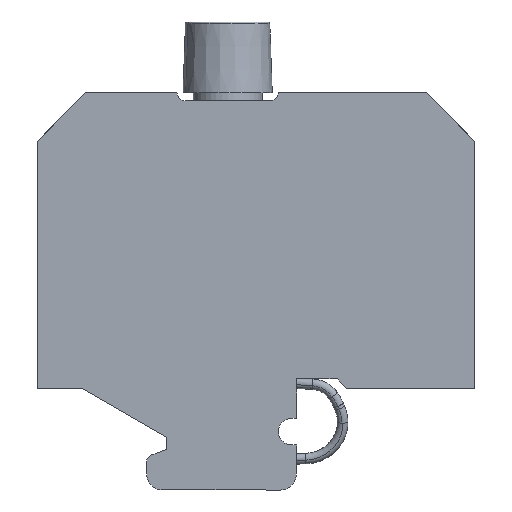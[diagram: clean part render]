
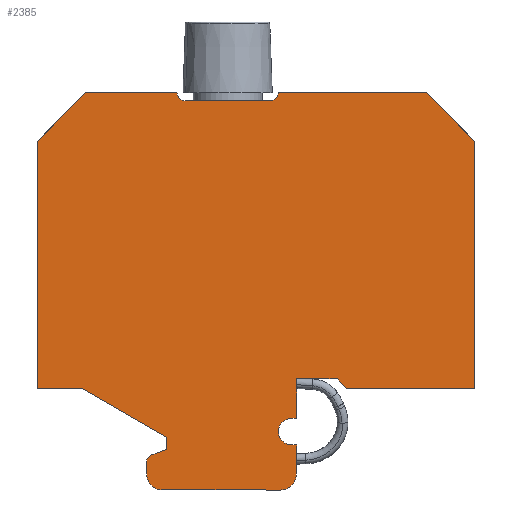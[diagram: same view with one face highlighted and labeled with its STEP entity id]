
A CAD part, left-side view. The second image highlights one B-rep face of the part: STEP entity #2385.
In plain terms, the highlighted planar face has unit normal (-1, 0, 0).
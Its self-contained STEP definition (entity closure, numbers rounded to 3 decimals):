
#1057=AXIS2_PLACEMENT_3D('Circle Axis2P3D',#1055,#1056,$) ;
#1358=AXIS2_PLACEMENT_3D('Circle Axis2P3D',#1356,#1357,$) ;
#1406=AXIS2_PLACEMENT_3D('Circle Axis2P3D',#1404,#1405,$) ;
#1454=AXIS2_PLACEMENT_3D('Circle Axis2P3D',#1452,#1453,$) ;
#1526=AXIS2_PLACEMENT_3D('Circle Axis2P3D',#1524,#1525,$) ;
#1735=AXIS2_PLACEMENT_3D('Circle Axis2P3D',#1733,#1734,$) ;
#2355=AXIS2_PLACEMENT_3D('Plane Axis2P3D',#2352,#2353,#2354) ;
#340=CARTESIAN_POINT('Line Origine',(0.,15.125,49.)) ;
#344=CARTESIAN_POINT('Vertex',(0.,6.,49.)) ;
#346=CARTESIAN_POINT('Vertex',(0.,24.25,49.)) ;
#462=CARTESIAN_POINT('Line Origine',(0.,3.,46.)) ;
#466=CARTESIAN_POINT('Vertex',(0.,0.,43.)) ;
#1052=CARTESIAN_POINT('Vertex',(0.,25.25,48.)) ;
#1055=CARTESIAN_POINT('Axis2P3D Location',(0.,25.25,49.)) ;
#1114=CARTESIAN_POINT('Vertex',(0.,48.,49.)) ;
#1117=CARTESIAN_POINT('Line Origine',(0.,42.375,49.)) ;
#1121=CARTESIAN_POINT('Vertex',(0.,36.75,49.)) ;
#1170=CARTESIAN_POINT('Vertex',(0.,54.,43.)) ;
#1173=CARTESIAN_POINT('Line Origine',(0.,51.,46.)) ;
#1210=CARTESIAN_POINT('Vertex',(0.,54.,12.5)) ;
#1213=CARTESIAN_POINT('Line Origine',(0.,54.,27.75)) ;
#1257=CARTESIAN_POINT('Vertex',(0.,48.392,12.5)) ;
#1260=CARTESIAN_POINT('Line Origine',(0.,51.196,12.5)) ;
#1281=CARTESIAN_POINT('Vertex',(0.,38.,6.5)) ;
#1284=CARTESIAN_POINT('Line Origine',(0.,43.196,9.5)) ;
#1305=CARTESIAN_POINT('Vertex',(0.,38.,5.)) ;
#1308=CARTESIAN_POINT('Line Origine',(0.,38.,5.75)) ;
#1329=CARTESIAN_POINT('Vertex',(0.,39.842,4.33)) ;
#1332=CARTESIAN_POINT('Line Origine',(0.,38.921,4.665)) ;
#1353=CARTESIAN_POINT('Vertex',(0.,40.5,3.39)) ;
#1356=CARTESIAN_POINT('Axis2P3D Location',(0.,39.5,3.39)) ;
#1377=CARTESIAN_POINT('Vertex',(0.,40.5,2.)) ;
#1380=CARTESIAN_POINT('Line Origine',(0.,40.5,2.695)) ;
#1401=CARTESIAN_POINT('Vertex',(0.,38.5,0.)) ;
#1404=CARTESIAN_POINT('Axis2P3D Location',(0.,38.5,2.)) ;
#1425=CARTESIAN_POINT('Vertex',(0.,24.,0.)) ;
#1428=CARTESIAN_POINT('Line Origine',(0.,31.25,0.)) ;
#1449=CARTESIAN_POINT('Vertex',(0.,22.,2.)) ;
#1452=CARTESIAN_POINT('Axis2P3D Location',(0.,24.,2.)) ;
#1473=CARTESIAN_POINT('Vertex',(0.,22.,5.55)) ;
#1476=CARTESIAN_POINT('Line Origine',(0.,22.,3.775)) ;
#1497=CARTESIAN_POINT('Vertex',(0.,22.6,5.55)) ;
#1500=CARTESIAN_POINT('Line Origine',(0.,22.3,5.55)) ;
#1521=CARTESIAN_POINT('Vertex',(0.,22.6,8.85)) ;
#1524=CARTESIAN_POINT('Axis2P3D Location',(0.,22.6,7.2)) ;
#1545=CARTESIAN_POINT('Vertex',(0.,22.,8.85)) ;
#1548=CARTESIAN_POINT('Line Origine',(0.,22.3,8.85)) ;
#1564=CARTESIAN_POINT('Vertex',(0.,22.,13.7)) ;
#1567=CARTESIAN_POINT('Line Origine',(0.,22.,11.275)) ;
#1588=CARTESIAN_POINT('Vertex',(0.,17.,13.7)) ;
#1591=CARTESIAN_POINT('Line Origine',(0.,19.5,13.7)) ;
#1612=CARTESIAN_POINT('Vertex',(0.,15.8,12.5)) ;
#1615=CARTESIAN_POINT('Line Origine',(0.,16.4,13.1)) ;
#1631=CARTESIAN_POINT('Vertex',(0.,0.,12.5)) ;
#1634=CARTESIAN_POINT('Line Origine',(0.,7.9,12.5)) ;
#1670=CARTESIAN_POINT('Line Origine',(0.,0.,27.75)) ;
#1695=CARTESIAN_POINT('Vertex',(0.,35.75,48.)) ;
#1698=CARTESIAN_POINT('Line Origine',(0.,30.5,48.)) ;
#1733=CARTESIAN_POINT('Axis2P3D Location',(0.,35.75,49.)) ;
#2352=CARTESIAN_POINT('Axis2P3D Location',(0.,27.,12.5)) ;
#341=DIRECTION('Vector Direction',(0.,-1.,0.)) ;
#463=DIRECTION('Vector Direction',(0.,0.707,0.707)) ;
#1056=DIRECTION('Axis2P3D Direction',(-1.,0.,0.)) ;
#1118=DIRECTION('Vector Direction',(0.,-1.,0.)) ;
#1174=DIRECTION('Vector Direction',(0.,0.707,-0.707)) ;
#1214=DIRECTION('Vector Direction',(0.,0.,1.)) ;
#1261=DIRECTION('Vector Direction',(0.,1.,0.)) ;
#1285=DIRECTION('Vector Direction',(0.,0.866,0.5)) ;
#1309=DIRECTION('Vector Direction',(0.,0.,1.)) ;
#1333=DIRECTION('Vector Direction',(0.,-0.94,0.342)) ;
#1357=DIRECTION('Axis2P3D Direction',(-1.,0.,0.)) ;
#1381=DIRECTION('Vector Direction',(0.,0.,1.)) ;
#1405=DIRECTION('Axis2P3D Direction',(-1.,0.,0.)) ;
#1429=DIRECTION('Vector Direction',(0.,1.,0.)) ;
#1453=DIRECTION('Axis2P3D Direction',(-1.,0.,0.)) ;
#1477=DIRECTION('Vector Direction',(0.,0.,-1.)) ;
#1501=DIRECTION('Vector Direction',(0.,-1.,0.)) ;
#1525=DIRECTION('Axis2P3D Direction',(-1.,0.,0.)) ;
#1549=DIRECTION('Vector Direction',(0.,1.,0.)) ;
#1568=DIRECTION('Vector Direction',(0.,0.,-1.)) ;
#1592=DIRECTION('Vector Direction',(0.,1.,0.)) ;
#1616=DIRECTION('Vector Direction',(0.,0.707,0.707)) ;
#1635=DIRECTION('Vector Direction',(0.,-1.,0.)) ;
#1671=DIRECTION('Vector Direction',(0.,0.,1.)) ;
#1699=DIRECTION('Vector Direction',(0.,-1.,0.)) ;
#1734=DIRECTION('Axis2P3D Direction',(-1.,0.,0.)) ;
#2353=DIRECTION('Axis2P3D Direction',(-1.,0.,0.)) ;
#2354=DIRECTION('Axis2P3D XDirection',(0.,-1.,0.)) ;
#342=VECTOR('Line Direction',#341,1.) ;
#464=VECTOR('Line Direction',#463,1.) ;
#1119=VECTOR('Line Direction',#1118,1.) ;
#1175=VECTOR('Line Direction',#1174,1.) ;
#1215=VECTOR('Line Direction',#1214,1.) ;
#1262=VECTOR('Line Direction',#1261,1.) ;
#1286=VECTOR('Line Direction',#1285,1.) ;
#1310=VECTOR('Line Direction',#1309,1.) ;
#1334=VECTOR('Line Direction',#1333,1.) ;
#1382=VECTOR('Line Direction',#1381,1.) ;
#1430=VECTOR('Line Direction',#1429,1.) ;
#1478=VECTOR('Line Direction',#1477,1.) ;
#1502=VECTOR('Line Direction',#1501,1.) ;
#1550=VECTOR('Line Direction',#1549,1.) ;
#1569=VECTOR('Line Direction',#1568,1.) ;
#1593=VECTOR('Line Direction',#1592,1.) ;
#1617=VECTOR('Line Direction',#1616,1.) ;
#1636=VECTOR('Line Direction',#1635,1.) ;
#1672=VECTOR('Line Direction',#1671,1.) ;
#1700=VECTOR('Line Direction',#1699,1.) ;
#2358=ORIENTED_EDGE('',*,*,#1123,.T.) ;
#2359=ORIENTED_EDGE('',*,*,#1177,.T.) ;
#2360=ORIENTED_EDGE('',*,*,#1217,.T.) ;
#2361=ORIENTED_EDGE('',*,*,#1264,.T.) ;
#2362=ORIENTED_EDGE('',*,*,#1288,.T.) ;
#2363=ORIENTED_EDGE('',*,*,#1312,.T.) ;
#2364=ORIENTED_EDGE('',*,*,#1336,.T.) ;
#2365=ORIENTED_EDGE('',*,*,#1360,.T.) ;
#2366=ORIENTED_EDGE('',*,*,#1384,.T.) ;
#2367=ORIENTED_EDGE('',*,*,#1408,.T.) ;
#2368=ORIENTED_EDGE('',*,*,#1432,.T.) ;
#2369=ORIENTED_EDGE('',*,*,#1456,.T.) ;
#2370=ORIENTED_EDGE('',*,*,#1480,.T.) ;
#2371=ORIENTED_EDGE('',*,*,#1504,.T.) ;
#2372=ORIENTED_EDGE('',*,*,#1528,.T.) ;
#2373=ORIENTED_EDGE('',*,*,#1552,.T.) ;
#2374=ORIENTED_EDGE('',*,*,#1571,.T.) ;
#2375=ORIENTED_EDGE('',*,*,#1595,.T.) ;
#2376=ORIENTED_EDGE('',*,*,#1619,.T.) ;
#2377=ORIENTED_EDGE('',*,*,#1638,.T.) ;
#2378=ORIENTED_EDGE('',*,*,#1674,.T.) ;
#2379=ORIENTED_EDGE('',*,*,#468,.T.) ;
#2380=ORIENTED_EDGE('',*,*,#348,.T.) ;
#2381=ORIENTED_EDGE('',*,*,#1059,.F.) ;
#2382=ORIENTED_EDGE('',*,*,#1702,.F.) ;
#2383=ORIENTED_EDGE('',*,*,#1737,.F.) ;
#2385=ADVANCED_FACE('KLTR',(#2384),#2356,.T.) ;
#1058=CIRCLE('generated circle',#1057,1.) ;
#1359=CIRCLE('generated circle',#1358,1.) ;
#1407=CIRCLE('generated circle',#1406,2.) ;
#1455=CIRCLE('generated circle',#1454,2.) ;
#1527=CIRCLE('generated circle',#1526,1.65) ;
#1736=CIRCLE('generated circle',#1735,1.) ;
#348=EDGE_CURVE('',#345,#347,#343,.F.) ;
#468=EDGE_CURVE('',#467,#345,#465,.T.) ;
#1059=EDGE_CURVE('',#1053,#347,#1058,.T.) ;
#1123=EDGE_CURVE('',#1122,#1115,#1120,.F.) ;
#1177=EDGE_CURVE('',#1115,#1171,#1176,.T.) ;
#1217=EDGE_CURVE('',#1171,#1211,#1216,.F.) ;
#1264=EDGE_CURVE('',#1211,#1258,#1263,.F.) ;
#1288=EDGE_CURVE('',#1258,#1282,#1287,.F.) ;
#1312=EDGE_CURVE('',#1282,#1306,#1311,.F.) ;
#1336=EDGE_CURVE('',#1306,#1330,#1335,.F.) ;
#1360=EDGE_CURVE('',#1330,#1354,#1359,.T.) ;
#1384=EDGE_CURVE('',#1354,#1378,#1383,.F.) ;
#1408=EDGE_CURVE('',#1378,#1402,#1407,.T.) ;
#1432=EDGE_CURVE('',#1402,#1426,#1431,.F.) ;
#1456=EDGE_CURVE('',#1426,#1450,#1455,.T.) ;
#1480=EDGE_CURVE('',#1450,#1474,#1479,.F.) ;
#1504=EDGE_CURVE('',#1474,#1498,#1503,.F.) ;
#1528=EDGE_CURVE('',#1498,#1522,#1527,.F.) ;
#1552=EDGE_CURVE('',#1522,#1546,#1551,.F.) ;
#1571=EDGE_CURVE('',#1546,#1565,#1570,.F.) ;
#1595=EDGE_CURVE('',#1565,#1589,#1594,.F.) ;
#1619=EDGE_CURVE('',#1589,#1613,#1618,.F.) ;
#1638=EDGE_CURVE('',#1613,#1632,#1637,.T.) ;
#1674=EDGE_CURVE('',#1632,#467,#1673,.T.) ;
#1702=EDGE_CURVE('',#1696,#1053,#1701,.T.) ;
#1737=EDGE_CURVE('',#1122,#1696,#1736,.T.) ;
#2357=EDGE_LOOP('',(#2358,#2359,#2360,#2361,#2362,#2363,#2364,#2365,#2366,#2367,#2368,#2369,#2370,#2371,#2372,#2373,#2374,#2375,#2376,#2377,#2378,#2379,#2380,#2381,#2382,#2383)) ;
#2384=FACE_OUTER_BOUND('',#2357,.T.) ;
#343=LINE('Line',#340,#342) ;
#465=LINE('Line',#462,#464) ;
#1120=LINE('Line',#1117,#1119) ;
#1176=LINE('Line',#1173,#1175) ;
#1216=LINE('Line',#1213,#1215) ;
#1263=LINE('Line',#1260,#1262) ;
#1287=LINE('Line',#1284,#1286) ;
#1311=LINE('Line',#1308,#1310) ;
#1335=LINE('Line',#1332,#1334) ;
#1383=LINE('Line',#1380,#1382) ;
#1431=LINE('Line',#1428,#1430) ;
#1479=LINE('Line',#1476,#1478) ;
#1503=LINE('Line',#1500,#1502) ;
#1551=LINE('Line',#1548,#1550) ;
#1570=LINE('Line',#1567,#1569) ;
#1594=LINE('Line',#1591,#1593) ;
#1618=LINE('Line',#1615,#1617) ;
#1637=LINE('Line',#1634,#1636) ;
#1673=LINE('Line',#1670,#1672) ;
#1701=LINE('Line',#1698,#1700) ;
#2356=PLANE('',#2355) ;
#345=VERTEX_POINT('',#344) ;
#347=VERTEX_POINT('',#346) ;
#467=VERTEX_POINT('',#466) ;
#1053=VERTEX_POINT('',#1052) ;
#1115=VERTEX_POINT('',#1114) ;
#1122=VERTEX_POINT('',#1121) ;
#1171=VERTEX_POINT('',#1170) ;
#1211=VERTEX_POINT('',#1210) ;
#1258=VERTEX_POINT('',#1257) ;
#1282=VERTEX_POINT('',#1281) ;
#1306=VERTEX_POINT('',#1305) ;
#1330=VERTEX_POINT('',#1329) ;
#1354=VERTEX_POINT('',#1353) ;
#1378=VERTEX_POINT('',#1377) ;
#1402=VERTEX_POINT('',#1401) ;
#1426=VERTEX_POINT('',#1425) ;
#1450=VERTEX_POINT('',#1449) ;
#1474=VERTEX_POINT('',#1473) ;
#1498=VERTEX_POINT('',#1497) ;
#1522=VERTEX_POINT('',#1521) ;
#1546=VERTEX_POINT('',#1545) ;
#1565=VERTEX_POINT('',#1564) ;
#1589=VERTEX_POINT('',#1588) ;
#1613=VERTEX_POINT('',#1612) ;
#1632=VERTEX_POINT('',#1631) ;
#1696=VERTEX_POINT('',#1695) ;
